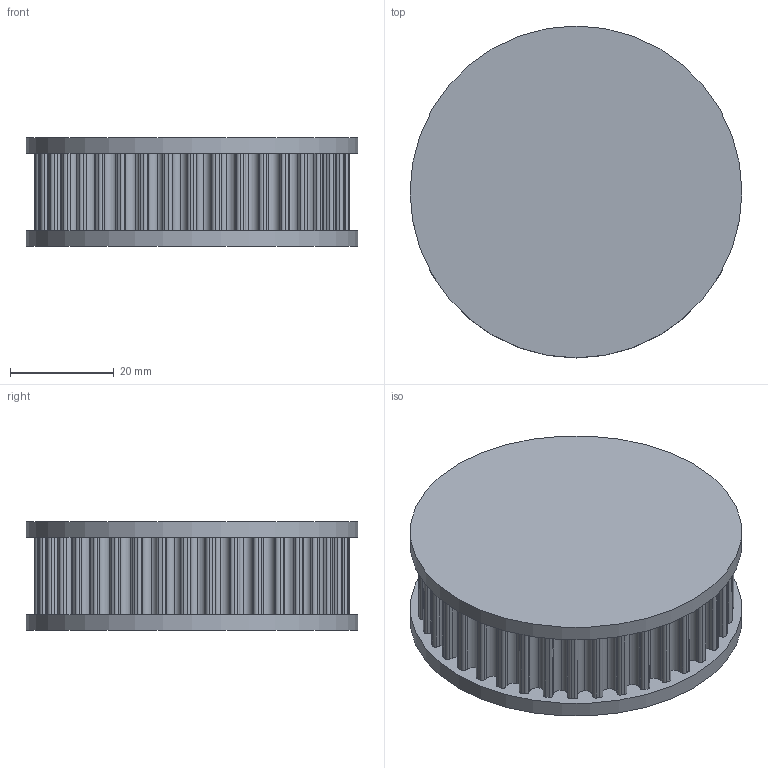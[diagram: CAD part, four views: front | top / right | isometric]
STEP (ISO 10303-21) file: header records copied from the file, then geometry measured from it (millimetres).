
FILE_DESCRIPTION(/* description */ (''),/* implementation_level */ '2;1');
FILE_NAME(/* name */ 'htd_5m_39T.step',/* time_stamp */ '2025-05-13T07:26:48+02:00',/* author */ (''),/* organization */ (''),/* preprocessor_version */ 'ST-DEVELOPER v20',/* originating_system */ 'Autodesk Translation Framework v13.14.0.145',/* authorisation */ '');
FILE_SCHEMA (('AUTOMOTIVE_DESIGN { 1 0 10303 214 3 1 1 }'));
Length unit declared in the file: millimetre
Products named in the file (1): (Unsaved)
Bounding box: 64.07 x 64.07 x 21 mm (x, y, z)
Volume: 59059.8 mm3; surface area: 13655.1 mm2
Topology: 1 solids, 1 shells, 279 faces, 825 edges, 550 vertices
Faces by surface type: cylinder 197, plane 82
Full cylindrical faces by diameter (mm): 64.07 x2
Entity records: 9546 total; most frequent: DIRECTION 1779, CARTESIAN_POINT 1655, ORIENTED_EDGE 1650, EDGE_CURVE 825, AXIS2_PLACEMENT_3D 674, VERTEX_POINT 550, LINE 431, VECTOR 431
